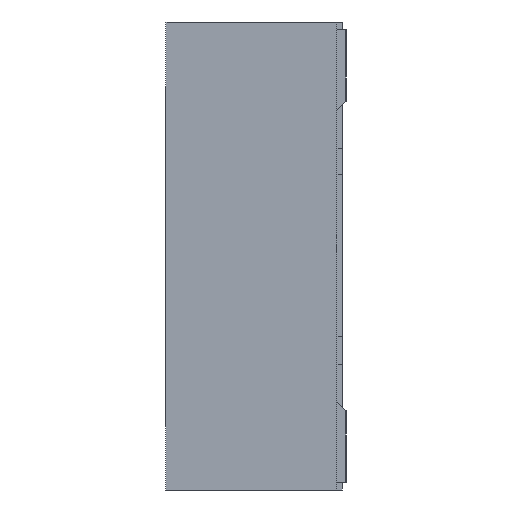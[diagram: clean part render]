
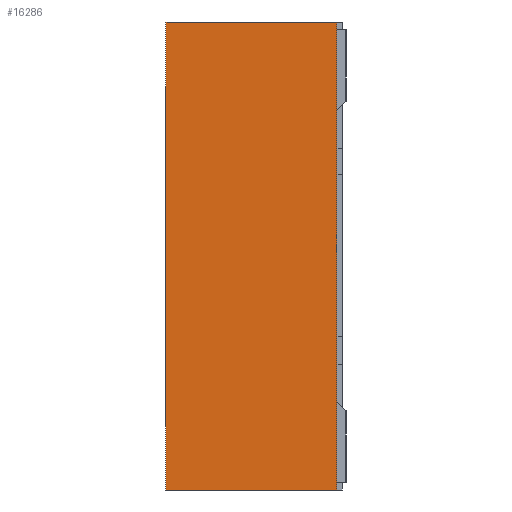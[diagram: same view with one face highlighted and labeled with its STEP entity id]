
A CAD part, left-side view. The second image highlights one B-rep face of the part: STEP entity #16286.
In plain terms, the highlighted planar face has unit normal (-1, 0, 0).
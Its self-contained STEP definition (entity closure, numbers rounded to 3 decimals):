
#212 = VERTEX_POINT ( 'NONE', #10220 ) ;
#2380 = ORIENTED_EDGE ( 'NONE', *, *, #6903, .T. ) ;
#2734 = LINE ( 'NONE', #34545, #22386 ) ;
#3376 = CARTESIAN_POINT ( 'NONE',  ( -3.55, -0.46, -1.3 ) ) ;
#4222 = EDGE_CURVE ( 'NONE', #7107, #4531, #4470, .T. ) ;
#4470 = LINE ( 'NONE', #10895, #32434 ) ;
#4531 = VERTEX_POINT ( 'NONE', #19844 ) ;
#4567 = ORIENTED_EDGE ( 'NONE', *, *, #6234, .F. ) ;
#5001 = DIRECTION ( 'NONE',  ( -1., 0., 0. ) ) ;
#5376 = VERTEX_POINT ( 'NONE', #31951 ) ;
#5443 = DIRECTION ( 'NONE',  ( 0., 0., -1. ) ) ;
#6234 = EDGE_CURVE ( 'NONE', #7107, #5376, #21819, .T. ) ;
#6567 = EDGE_LOOP ( 'NONE', ( #23611, #2380, #4567, #9376 ) ) ;
#6903 = EDGE_CURVE ( 'NONE', #212, #5376, #29634, .T. ) ;
#7072 = FACE_OUTER_BOUND ( 'NONE', #6567, .T. ) ;
#7107 = VERTEX_POINT ( 'NONE', #9905 ) ;
#7788 = CARTESIAN_POINT ( 'NONE',  ( -3.55, 0.49, -1.3 ) ) ;
#9376 = ORIENTED_EDGE ( 'NONE', *, *, #4222, .T. ) ;
#9905 = CARTESIAN_POINT ( 'NONE',  ( -3.55, 0.49, 1.3 ) ) ;
#10220 = CARTESIAN_POINT ( 'NONE',  ( -3.55, -0.46, -1.3 ) ) ;
#10572 = PLANE ( 'NONE',  #17687 ) ;
#10895 = CARTESIAN_POINT ( 'NONE',  ( -3.55, 0.49, -1.3 ) ) ;
#11639 = VECTOR ( 'NONE', #29572, 1000. ) ;
#12469 = CARTESIAN_POINT ( 'NONE',  ( -3.55, 0., 1.3 ) ) ;
#14762 = EDGE_CURVE ( 'NONE', #4531, #212, #2734, .T. ) ;
#16286 = ADVANCED_FACE ( 'NONE', ( #7072 ), #10572, .T. ) ;
#17687 = AXIS2_PLACEMENT_3D ( 'NONE', #7788, #5001, #29053 ) ;
#18578 = DIRECTION ( 'NONE',  ( 0., -1., 0. ) ) ;
#19844 = CARTESIAN_POINT ( 'NONE',  ( -3.55, 0.49, -1.3 ) ) ;
#20463 = DIRECTION ( 'NONE',  ( 0., -1., 0. ) ) ;
#21819 = LINE ( 'NONE', #12469, #25567 ) ;
#22386 = VECTOR ( 'NONE', #18578, 1000. ) ;
#23611 = ORIENTED_EDGE ( 'NONE', *, *, #14762, .T. ) ;
#25567 = VECTOR ( 'NONE', #20463, 1000. ) ;
#29053 = DIRECTION ( 'NONE',  ( 0., 0., 1. ) ) ;
#29572 = DIRECTION ( 'NONE',  ( 0., 0., 1. ) ) ;
#29634 = LINE ( 'NONE', #3376, #11639 ) ;
#31951 = CARTESIAN_POINT ( 'NONE',  ( -3.55, -0.46, 1.3 ) ) ;
#32434 = VECTOR ( 'NONE', #5443, 1000. ) ;
#34545 = CARTESIAN_POINT ( 'NONE',  ( -3.55, 0., -1.3 ) ) ;
